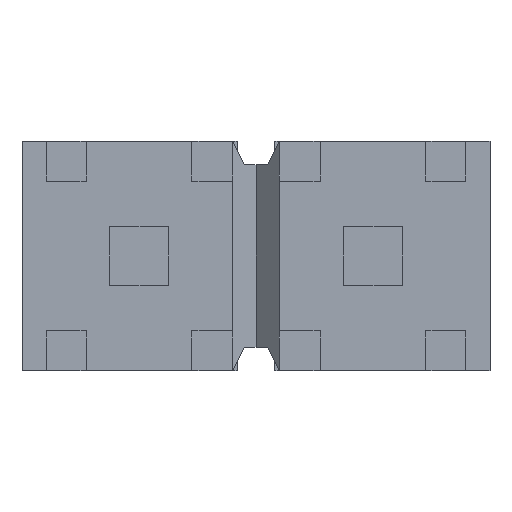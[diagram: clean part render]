
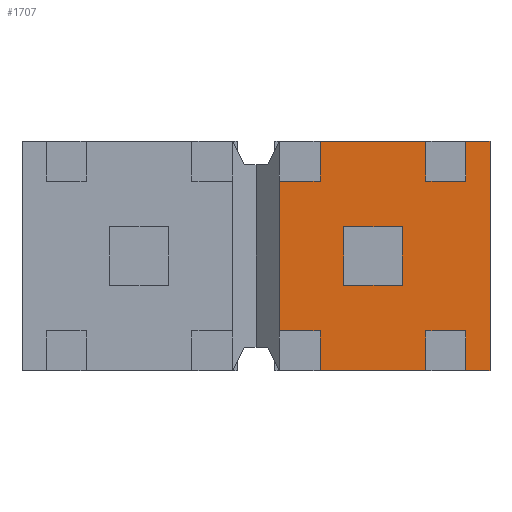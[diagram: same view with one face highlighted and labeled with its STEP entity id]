
A CAD part, front view. The second image highlights one B-rep face of the part: STEP entity #1707.
In plain terms, the highlighted planar face has unit normal (0, -1, 0).
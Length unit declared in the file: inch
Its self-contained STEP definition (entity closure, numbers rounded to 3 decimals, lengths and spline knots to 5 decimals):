
#271=ORIENTED_EDGE('',*,*,#667,.T.);
#272=ORIENTED_EDGE('',*,*,#561,.T.);
#273=ORIENTED_EDGE('',*,*,#618,.T.);
#274=ORIENTED_EDGE('',*,*,#669,.T.);
#275=ORIENTED_EDGE('',*,*,#633,.F.);
#276=ORIENTED_EDGE('',*,*,#557,.T.);
#277=ORIENTED_EDGE('',*,*,#638,.T.);
#278=ORIENTED_EDGE('',*,*,#670,.T.);
#279=ORIENTED_EDGE('',*,*,#540,.F.);
#280=ORIENTED_EDGE('',*,*,#671,.F.);
#281=ORIENTED_EDGE('',*,*,#639,.T.);
#282=ORIENTED_EDGE('',*,*,#573,.T.);
#283=ORIENTED_EDGE('',*,*,#636,.F.);
#284=ORIENTED_EDGE('',*,*,#672,.F.);
#285=ORIENTED_EDGE('',*,*,#619,.T.);
#286=ORIENTED_EDGE('',*,*,#569,.T.);
#287=ORIENTED_EDGE('',*,*,#661,.F.);
#288=ORIENTED_EDGE('',*,*,#648,.F.);
#289=ORIENTED_EDGE('',*,*,#645,.F.);
#290=ORIENTED_EDGE('',*,*,#642,.F.);
#540=EDGE_CURVE('',#776,#772,#934,.T.);
#557=EDGE_CURVE('',#791,#790,#951,.T.);
#561=EDGE_CURVE('',#795,#794,#955,.T.);
#569=EDGE_CURVE('',#800,#799,#963,.T.);
#573=EDGE_CURVE('',#804,#803,#967,.T.);
#618=EDGE_CURVE('',#794,#833,#1012,.T.);
#619=EDGE_CURVE('',#834,#800,#1013,.T.);
#633=EDGE_CURVE('',#791,#841,#1027,.T.);
#636=EDGE_CURVE('',#842,#803,#1030,.T.);
#638=EDGE_CURVE('',#790,#843,#1032,.T.);
#639=EDGE_CURVE('',#844,#804,#1033,.T.);
#642=EDGE_CURVE('',#846,#847,#1036,.T.);
#645=EDGE_CURVE('',#847,#849,#1039,.T.);
#648=EDGE_CURVE('',#849,#851,#1042,.T.);
#661=EDGE_CURVE('',#851,#846,#1055,.T.);
#667=EDGE_CURVE('',#799,#795,#1061,.T.);
#669=EDGE_CURVE('',#833,#841,#1063,.T.);
#670=EDGE_CURVE('',#843,#772,#1064,.T.);
#671=EDGE_CURVE('',#844,#776,#1065,.T.);
#672=EDGE_CURVE('',#834,#842,#1066,.T.);
#772=VERTEX_POINT('',#2355);
#776=VERTEX_POINT('',#2364);
#790=VERTEX_POINT('',#2397);
#791=VERTEX_POINT('',#2399);
#794=VERTEX_POINT('',#2405);
#795=VERTEX_POINT('',#2407);
#799=VERTEX_POINT('',#2419);
#800=VERTEX_POINT('',#2421);
#803=VERTEX_POINT('',#2427);
#804=VERTEX_POINT('',#2429);
#833=VERTEX_POINT('',#2516);
#834=VERTEX_POINT('',#2520);
#841=VERTEX_POINT('',#2548);
#842=VERTEX_POINT('',#2552);
#843=VERTEX_POINT('',#2556);
#844=VERTEX_POINT('',#2560);
#846=VERTEX_POINT('',#2565);
#847=VERTEX_POINT('',#2567);
#849=VERTEX_POINT('',#2573);
#851=VERTEX_POINT('',#2579);
#934=LINE('',#2365,#1172);
#951=LINE('',#2398,#1189);
#955=LINE('',#2406,#1193);
#963=LINE('',#2420,#1201);
#967=LINE('',#2428,#1205);
#1012=LINE('',#2517,#1250);
#1013=LINE('',#2519,#1251);
#1027=LINE('',#2547,#1265);
#1030=LINE('',#2553,#1268);
#1032=LINE('',#2557,#1270);
#1033=LINE('',#2559,#1271);
#1036=LINE('',#2566,#1274);
#1039=LINE('',#2572,#1277);
#1042=LINE('',#2578,#1280);
#1055=LINE('',#2605,#1293);
#1061=LINE('',#2614,#1299);
#1063=LINE('',#2619,#1301);
#1064=LINE('',#2620,#1302);
#1065=LINE('',#2621,#1303);
#1066=LINE('',#2622,#1304);
#1172=VECTOR('',#1914,39.37008);
#1189=VECTOR('',#1935,39.37008);
#1193=VECTOR('',#1939,39.37008);
#1201=VECTOR('',#1949,39.37008);
#1205=VECTOR('',#1953,39.37008);
#1250=VECTOR('',#2026,39.37008);
#1251=VECTOR('',#2029,39.37008);
#1265=VECTOR('',#2057,39.37008);
#1268=VECTOR('',#2062,39.37008);
#1270=VECTOR('',#2066,39.37008);
#1271=VECTOR('',#2069,39.37008);
#1274=VECTOR('',#2074,39.37008);
#1277=VECTOR('',#2079,39.37008);
#1280=VECTOR('',#2084,39.37008);
#1293=VECTOR('',#2105,39.37008);
#1299=VECTOR('',#2117,39.37008);
#1301=VECTOR('',#2125,39.37008);
#1302=VECTOR('',#2126,39.37008);
#1303=VECTOR('',#2127,39.37008);
#1304=VECTOR('',#2128,39.37008);
#1423=EDGE_LOOP('',(#271,#272,#273,#274,#275,#276,#277,#278,#279,#280,#281,
#282,#283,#284,#285,#286));
#1424=EDGE_LOOP('',(#287,#288,#289,#290));
#1521=FACE_BOUND('',#1423,.T.);
#1522=FACE_BOUND('',#1424,.T.);
#1617=PLANE('',#1823);
#1707=ADVANCED_FACE('',(#1521,#1522),#1617,.T.);
#1823=AXIS2_PLACEMENT_3D('',#2618,#2123,#2124);
#1914=DIRECTION('',(0.,0.,1.));
#1935=DIRECTION('',(-1.,0.,0.));
#1939=DIRECTION('',(-1.,0.,0.));
#1949=DIRECTION('',(1.,0.,0.));
#1953=DIRECTION('',(1.,0.,0.));
#2026=DIRECTION('',(0.,0.,-1.));
#2029=DIRECTION('',(0.,0.,-1.));
#2057=DIRECTION('',(0.,0.,-1.));
#2062=DIRECTION('',(0.,0.,-1.));
#2066=DIRECTION('',(0.,0.,-1.));
#2069=DIRECTION('',(0.,0.,-1.));
#2074=DIRECTION('',(1.,0.,0.));
#2079=DIRECTION('',(0.,0.,1.));
#2084=DIRECTION('',(-1.,0.,0.));
#2105=DIRECTION('',(0.,0.,-1.));
#2117=DIRECTION('',(0.,0.,1.));
#2123=DIRECTION('',(0.,-1.,0.));
#2124=DIRECTION('',(0.,0.,-1.));
#2125=DIRECTION('',(-1.,0.,0.));
#2126=DIRECTION('',(-1.,0.,0.));
#2127=DIRECTION('',(-1.,0.,0.));
#2128=DIRECTION('',(-1.,0.,0.));
#2355=CARTESIAN_POINT('',(0.01,0.02,0.032));
#2364=CARTESIAN_POINT('',(0.01,0.02,-0.032));
#2365=CARTESIAN_POINT('',(0.01,0.02,0.2));
#2397=CARTESIAN_POINT('',(0.0274,0.02,0.049));
#2398=CARTESIAN_POINT('',(-0.1,0.02,0.049));
#2399=CARTESIAN_POINT('',(0.0726,0.02,0.049));
#2405=CARTESIAN_POINT('',(0.0896,0.02,0.049));
#2406=CARTESIAN_POINT('',(-0.1,0.02,0.049));
#2407=CARTESIAN_POINT('',(0.1,0.02,0.049));
#2419=CARTESIAN_POINT('',(0.1,0.02,-0.049));
#2420=CARTESIAN_POINT('',(0.1,0.02,-0.049));
#2421=CARTESIAN_POINT('',(0.0896,0.02,-0.049));
#2427=CARTESIAN_POINT('',(0.0726,0.02,-0.049));
#2428=CARTESIAN_POINT('',(0.1,0.02,-0.049));
#2429=CARTESIAN_POINT('',(0.0274,0.02,-0.049));
#2516=CARTESIAN_POINT('',(0.0896,0.02,0.032));
#2517=CARTESIAN_POINT('',(0.0896,0.02,0.098));
#2519=CARTESIAN_POINT('',(0.0896,0.02,0.098));
#2520=CARTESIAN_POINT('',(0.0896,0.02,-0.032));
#2547=CARTESIAN_POINT('',(0.0726,0.02,0.098));
#2548=CARTESIAN_POINT('',(0.0726,0.02,0.032));
#2552=CARTESIAN_POINT('',(0.0726,0.02,-0.032));
#2553=CARTESIAN_POINT('',(0.0726,0.02,0.098));
#2556=CARTESIAN_POINT('',(0.0274,0.02,0.032));
#2557=CARTESIAN_POINT('',(0.0274,0.02,0.098));
#2559=CARTESIAN_POINT('',(0.0274,0.02,0.098));
#2560=CARTESIAN_POINT('',(0.0274,0.02,-0.032));
#2565=CARTESIAN_POINT('',(0.0375,0.02,-0.0125));
#2566=CARTESIAN_POINT('',(0.0625,0.02,-0.0125));
#2567=CARTESIAN_POINT('',(0.0625,0.02,-0.0125));
#2572=CARTESIAN_POINT('',(0.0625,0.02,0.0125));
#2573=CARTESIAN_POINT('',(0.0625,0.02,0.0125));
#2578=CARTESIAN_POINT('',(0.0375,0.02,0.0125));
#2579=CARTESIAN_POINT('',(0.0375,0.02,0.0125));
#2605=CARTESIAN_POINT('',(0.0375,0.02,-0.0125));
#2614=CARTESIAN_POINT('',(0.1,0.02,0.049));
#2618=CARTESIAN_POINT('',(0.1348,0.02,0.098));
#2619=CARTESIAN_POINT('',(0.2,0.02,0.032));
#2620=CARTESIAN_POINT('',(0.2,0.02,0.032));
#2621=CARTESIAN_POINT('',(0.2,0.02,-0.032));
#2622=CARTESIAN_POINT('',(0.2,0.02,-0.032));
